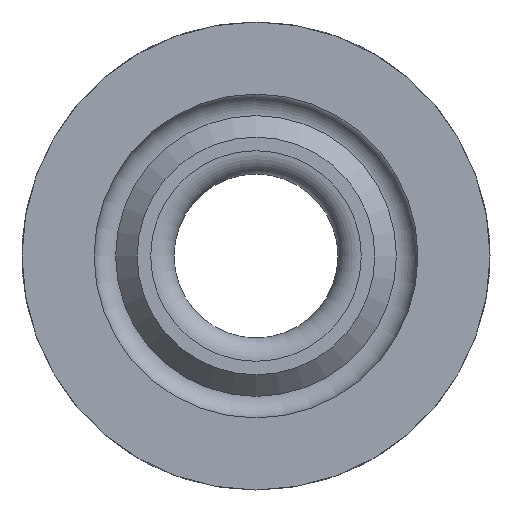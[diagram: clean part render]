
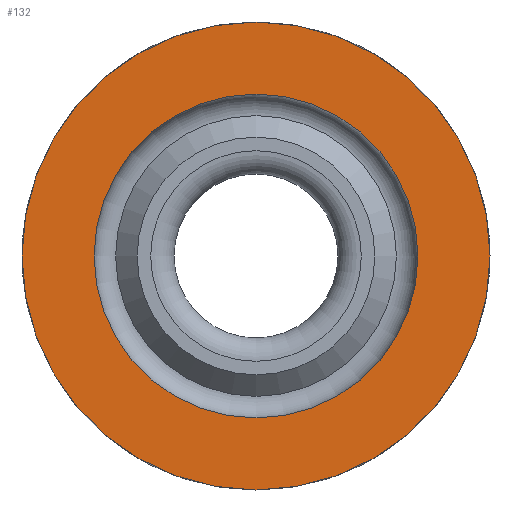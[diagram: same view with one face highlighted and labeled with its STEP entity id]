
A CAD part, left-side view. The second image highlights one B-rep face of the part: STEP entity #132.
In plain terms, the highlighted planar face has unit normal (-1, 0, 0).
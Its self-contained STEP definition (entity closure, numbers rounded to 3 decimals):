
#132 = ADVANCED_FACE( '', ( #271, #272 ), #273, .F. );
#271 = FACE_OUTER_BOUND( '', #411, .T. );
#272 = FACE_BOUND( '', #412, .T. );
#273 = PLANE( '', #413 );
#411 = EDGE_LOOP( '', ( #817 ) );
#412 = EDGE_LOOP( '', ( #818 ) );
#413 = AXIS2_PLACEMENT_3D( '', #819, #820, #821 );
#817 = ORIENTED_EDGE( '', *, *, #934, .F. );
#818 = ORIENTED_EDGE( '', *, *, #915, .T. );
#819 = CARTESIAN_POINT( '', ( 5., 5.08, 0. ) );
#820 = DIRECTION( '', ( 1., 0., 0. ) );
#821 = DIRECTION( '', ( 0., 0., -1. ) );
#915 = EDGE_CURVE( '', #1103, #1103, #1104, .T. );
#934 = EDGE_CURVE( '', #1129, #1129, #1130, .T. );
#1103 = VERTEX_POINT( '', #1461 );
#1104 = CIRCLE( '', #1462, 6.92 );
#1129 = VERTEX_POINT( '', #1487 );
#1130 = CIRCLE( '', #1488, 10. );
#1461 = CARTESIAN_POINT( '', ( 5., 0., -6.92 ) );
#1462 = AXIS2_PLACEMENT_3D( '', #1620, #1621, #1622 );
#1487 = CARTESIAN_POINT( '', ( 5., 0., -10. ) );
#1488 = AXIS2_PLACEMENT_3D( '', #1677, #1678, #1679 );
#1620 = CARTESIAN_POINT( '', ( 5., 0., 0. ) );
#1621 = DIRECTION( '', ( 1., 0., 0. ) );
#1622 = DIRECTION( '', ( 0., 0., -1. ) );
#1677 = CARTESIAN_POINT( '', ( 5., 0., 0. ) );
#1678 = DIRECTION( '', ( 1., 0., 0. ) );
#1679 = DIRECTION( '', ( 0., 0., -1. ) );
